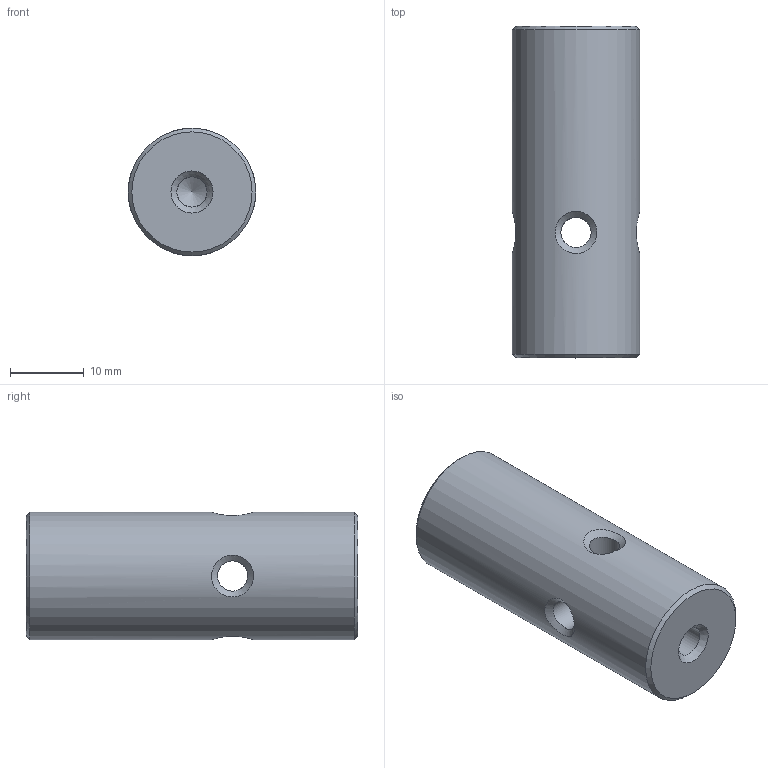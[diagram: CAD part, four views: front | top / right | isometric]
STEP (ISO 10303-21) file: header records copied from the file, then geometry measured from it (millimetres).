
FILE_DESCRIPTION(/* description */ (''),/* implementation_level */ '2;1');
FILE_NAME(/* name */ 'CNCM_STEEL_4mm_Adapter.stp',/* time_stamp */ '2025-07-27T13:50:46+02:00',/* author */ ('Andrzej'),/* organization */ (''),/* preprocessor_version */ 'ST-DEVELOPER v20.1',/* originating_system */ 'Autodesk Inventor 2026',/* authorisation */ '');
FILE_SCHEMA (('AUTOMOTIVE_DESIGN { 1 0 10303 214 3 1 1 }'));
Length unit declared in the file: millimetre
Products named in the file (1): CNCM_STEEL_4mm_Adapter
Bounding box: 17.3 x 45 x 17.3 mm (x, y, z)
Volume: 9524.6 mm3; surface area: 3663.2 mm2
Topology: 1 solids, 1 shells, 20 faces, 66 edges, 43 vertices
Faces by surface type: cylinder 8, cone 6, bspline 4, plane 2
Full cylindrical faces by diameter (mm): 4.1 x6, 4.917 x1, 17.3 x1
Entity records: 1406 total; most frequent: CARTESIAN_POINT 788, ORIENTED_EDGE 128, DIRECTION 115, EDGE_CURVE 64, AXIS2_PLACEMENT_3D 48, VERTEX_POINT 43, EDGE_LOOP 25, FACE_OUTER_BOUND 20
